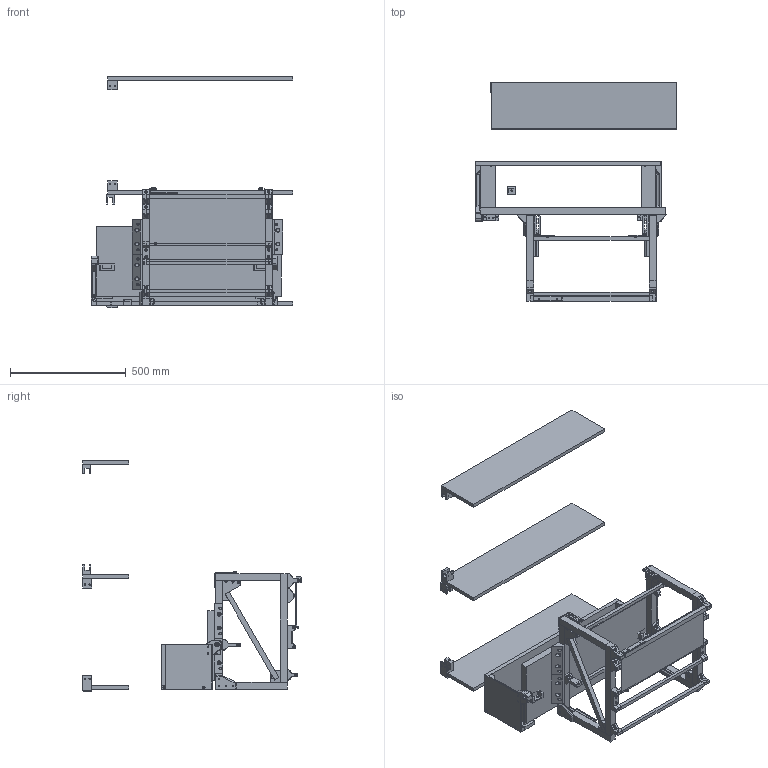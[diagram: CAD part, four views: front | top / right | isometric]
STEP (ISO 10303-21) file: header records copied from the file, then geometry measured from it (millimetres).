
FILE_DESCRIPTION(/* description */ ('','CAx-IF Rec.Pracs.---Representation and Presentation of Product Manufacturing Information (PMI)---4.0---2014-10-13'),/* implementation_level */ '2;1');
FILE_NAME(/* name */ 'ikea shelf filament holder v13.step',/* time_stamp */ '2024-12-26T12:10:08+08:00',/* author */ (''),/* organization */ (''),/* preprocessor_version */ 'ST-DEVELOPER v20',/* originating_system */ 'Autodesk Translation Framework v13.20.0.188',/* authorisation */ '');
FILE_SCHEMA (('AP242_MANAGED_MODEL_BASED_3D_ENGINEERING_MIM_LF { 1 0 10303 442 1 1 4 }'));
Products named in the file (19): ikea shelf filament holder; 800*180mm; 800*300+ups; rack mount flap; aluminum frame; 50cm; fdmable parts; 50cm (1); S VERSION; SAG KILLERS IF CLEATS ARENT ENOUGH; polydryer compatible; fdmable; fdmable parts(Mirror); 50cm (1)(Mirror); S VERSION(Mirror); SAG KILLERS IF CLEATS ARENT ENOUGH(Mirror); ground shelf©; panels; tool and others
Assembly tree (19 placements, depth 4):
  ikea shelf filament holder
    800*180mm
    800*300+ups
      rack mount flap  x2
      aluminum frame
        50cm
      fdmable parts
        50cm (1)
        S VERSION
        SAG KILLERS IF CLEATS ARENT ENOUGH
      polydryer compatible
        fdmable
      fdmable parts(Mirror)
        50cm (1)(Mirror)
        S VERSION(Mirror)
        SAG KILLERS IF CLEATS ARENT ENOUGH(Mirror)
    ground shelf©
      panels
    tool and others
Bounding box: 873 x 945 x 1000 mm (x, y, z)
Volume: 25649691.3 mm3; surface area: 3729483.5 mm2
Topology: 88 solids, 88 shells, 2695 faces, 6422 edges, 3976 vertices
Faces by surface type: plane 1492, cylinder 903, sphere 140, torus 94, cone 62, bspline 4
Full cylindrical faces by diameter (mm): 3.4 x5, 4.4 x20, 5.4 x71, 6 x2, 6.4 x104, 6.7 x8, 8 x26, 8.4 x3, 9 x2, 9.4 x1, 10 x30, 11 x24, 12 x8, 15 x2, 15.6 x1, 16 x8, 20 x1
Entity records: 76769 total; most frequent: DIRECTION 13624, CARTESIAN_POINT 13441, ORIENTED_EDGE 12424, EDGE_CURVE 6212, AXIS2_PLACEMENT_3D 4799, LINE 4026, VECTOR 4026, VERTEX_POINT 3844
